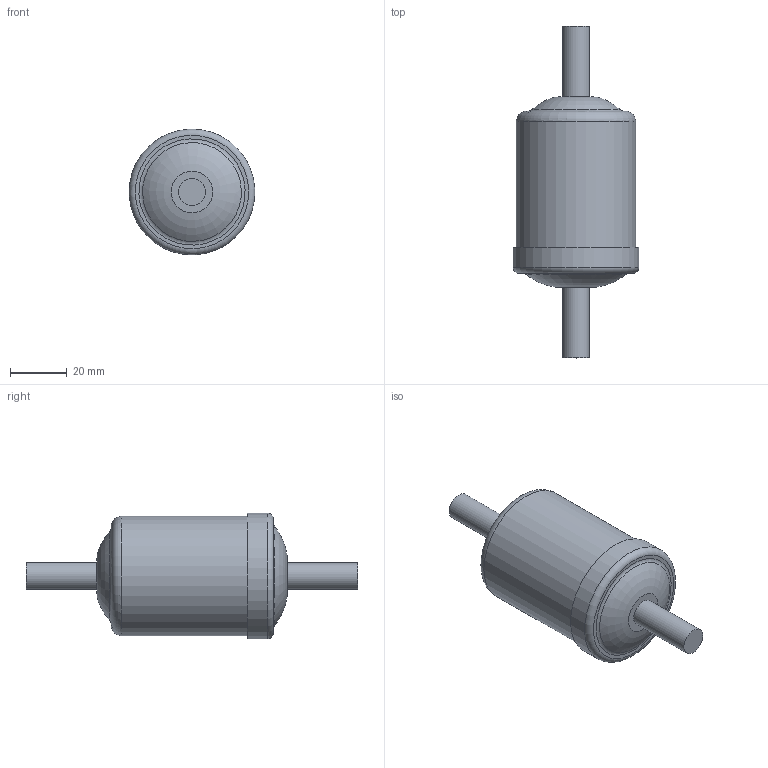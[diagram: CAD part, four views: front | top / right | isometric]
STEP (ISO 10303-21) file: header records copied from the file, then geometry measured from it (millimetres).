
FILE_DESCRIPTION(('TFLEX Exchange Step'),'2;1');
FILE_NAME('023B8003R - DGL 032s.stp', '2023-06-13T11:02:37+03:00',('RUCO2978'),('Unknown organisation'),'TFLEX Exchange 2022.1','T-FLEX CAD','Unknown authorisation');
FILE_SCHEMA( ('AP242_MANAGED_MODEL_BASED_3D_ENGINEERING_MIM_LF {1 0 10303 442 1 1 4 }') );
Length unit declared in the file: millimetre
Products named in the file (1): Nodes
Bounding box: 44.33 x 117 x 44.33 mm (x, y, z)
Volume: 89500 mm3; surface area: 12081.6 mm2
Topology: 1 solids, 1 shells, 22 faces, 53 edges, 42 vertices
Faces by surface type: torus 7, plane 7, cylinder 6, sphere 2
Full cylindrical faces by diameter (mm): 9.5 x2, 42 x1, 44.4 x1
Entity records: 1021 total; most frequent: CARTESIAN_POINT 413, DIRECTION 130, ORIENTED_EDGE 106, AXIS2_PLACEMENT_3D 63, EDGE_CURVE 53, VERTEX_POINT 42, CIRCLE 39, EDGE_LOOP 31
